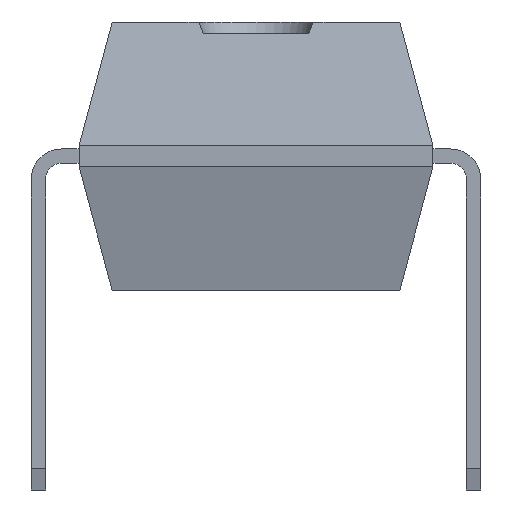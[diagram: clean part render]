
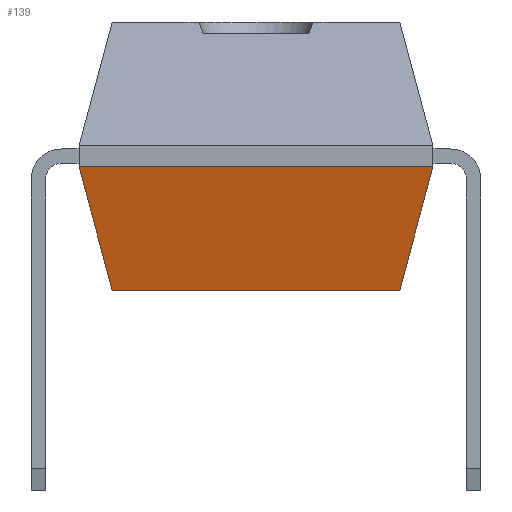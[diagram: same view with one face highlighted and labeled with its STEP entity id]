
A CAD part, left-side view. The second image highlights one B-rep face of the part: STEP entity #139.
In plain terms, the highlighted planar face has unit normal (-0.966, 0, -0.259).
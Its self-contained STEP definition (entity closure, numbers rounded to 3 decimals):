
#139=ADVANCED_FACE('',(#4545),#4547,.T.);
#4545=FACE_BOUND('',#4546,.T.);
#4546=EDGE_LOOP('',(#8034,#8035,#8036,#8037));
#4547=PLANE('',#4548);
#4548=AXIS2_PLACEMENT_3D('',#4549,#4550,#4551);
#4549=CARTESIAN_POINT('',(-0.37,12.399,0.5));
#4550=DIRECTION('',(-0.966,-0.,-0.259));
#4551=DIRECTION('',(0.,-1.,0.));
#8034=ORIENTED_EDGE('',*,*,#10725,.T.);
#8035=ORIENTED_EDGE('',*,*,#10726,.T.);
#8036=ORIENTED_EDGE('',*,*,#10653,.F.);
#8037=ORIENTED_EDGE('',*,*,#10727,.F.);
#10653=EDGE_CURVE('',#12018,#12019,#12020,.T.);
#10725=EDGE_CURVE('',#12158,#12159,#12160,.T.);
#10726=EDGE_CURVE('',#12159,#12019,#12161,.T.);
#10727=EDGE_CURVE('',#12158,#12018,#12162,.T.);
#12018=VERTEX_POINT('',#14310);
#12019=VERTEX_POINT('',#14311);
#12020=LINE('',#14312,#14313);
#12158=VERTEX_POINT('',#14594);
#12159=VERTEX_POINT('',#14595);
#12160=LINE('',#14596,#14597);
#12161=LINE('',#14599,#14600);
#12162=LINE('',#14602,#14603);
#14310=CARTESIAN_POINT('',(-0.95,6.91,2.665));
#14311=CARTESIAN_POINT('',(-0.95,0.71,2.665));
#14312=CARTESIAN_POINT('',(-0.95,6.91,2.665));
#14313=VECTOR('',#14314,1.);
#14314=DIRECTION('',(0.,-1.,0.));
#14594=CARTESIAN_POINT('',(-0.37,6.33,0.5));
#14595=CARTESIAN_POINT('',(-0.37,1.29,0.5));
#14596=CARTESIAN_POINT('',(-0.37,6.33,0.5));
#14597=VECTOR('',#14598,1.);
#14598=DIRECTION('',(0.,-1.,0.));
#14599=CARTESIAN_POINT('',(-0.37,1.29,0.5));
#14600=VECTOR('',#14601,1.);
#14601=DIRECTION('',(-0.251,-0.251,0.935));
#14602=CARTESIAN_POINT('',(-0.37,6.33,0.5));
#14603=VECTOR('',#14604,1.);
#14604=DIRECTION('',(-0.251,0.251,0.935));
